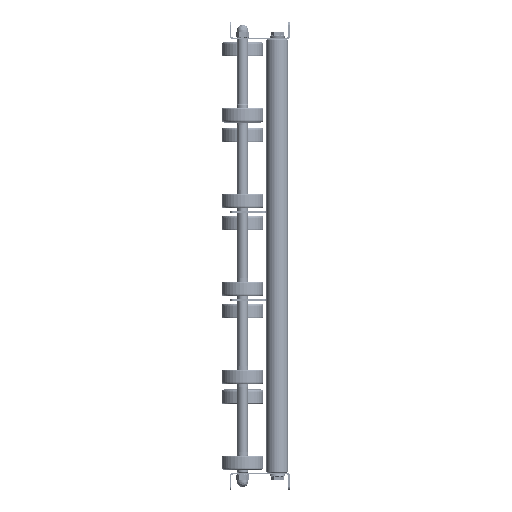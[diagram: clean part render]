
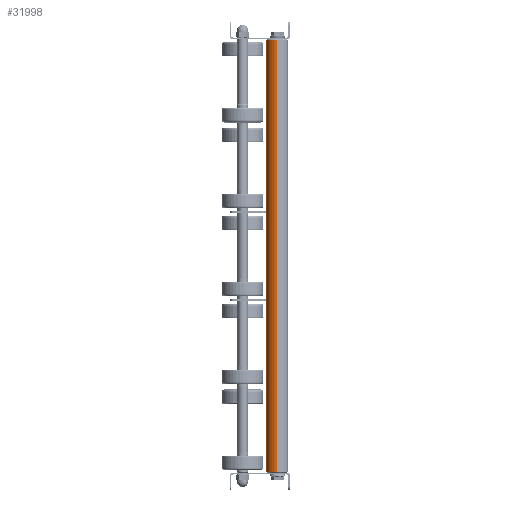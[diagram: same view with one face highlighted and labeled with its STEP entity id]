
A CAD part, left-side view. The second image highlights one B-rep face of the part: STEP entity #31998.
In plain terms, the highlighted cylindrical face has radius 12.5 mm (diameter 25 mm), a partial arc.
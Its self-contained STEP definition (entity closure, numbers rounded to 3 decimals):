
#449 = CARTESIAN_POINT ( 'NONE',  ( 500., 0., -12.5 ) ) ;
#1998 = ORIENTED_EDGE ( 'NONE', *, *, #43343, .T. ) ;
#2313 = VERTEX_POINT ( 'NONE', #52835 ) ;
#2430 = DIRECTION ( 'NONE',  ( 0., 0., -1. ) ) ;
#3053 = DIRECTION ( 'NONE',  ( -1., 0., 0. ) ) ;
#5661 = CIRCLE ( 'NONE', #14220, 12.5 ) ;
#7057 = EDGE_CURVE ( 'NONE', #43088, #29091, #20966, .T. ) ;
#7763 = ORIENTED_EDGE ( 'NONE', *, *, #52638, .T. ) ;
#8124 = AXIS2_PLACEMENT_3D ( 'NONE', #31689, #19096, #2430 ) ;
#12244 = CARTESIAN_POINT ( 'NONE',  ( 499., 0., 0. ) ) ;
#14220 = AXIS2_PLACEMENT_3D ( 'NONE', #12244, #41230, #44504 ) ;
#15162 = CARTESIAN_POINT ( 'NONE',  ( 1., 0., -12.5 ) ) ;
#16393 = CARTESIAN_POINT ( 'NONE',  ( 1., 0., 12.5 ) ) ;
#19096 = DIRECTION ( 'NONE',  ( 1., 0., 0. ) ) ;
#19646 = VECTOR ( 'NONE', #36689, 1000. ) ;
#20082 = LINE ( 'NONE', #449, #19646 ) ;
#20966 = CIRCLE ( 'NONE', #8124, 12.5 ) ;
#23392 = AXIS2_PLACEMENT_3D ( 'NONE', #52453, #3053, #24025 ) ;
#24025 = DIRECTION ( 'NONE',  ( 0., 0., 1. ) ) ;
#24441 = ORIENTED_EDGE ( 'NONE', *, *, #7057, .T. ) ;
#25163 = EDGE_LOOP ( 'NONE', ( #7763, #1998, #24441, #52220 ) ) ;
#29091 = VERTEX_POINT ( 'NONE', #16393 ) ;
#31689 = CARTESIAN_POINT ( 'NONE',  ( 1., 0., 0. ) ) ;
#31716 = EDGE_CURVE ( 'NONE', #34870, #29091, #49094, .T. ) ;
#31998 = ADVANCED_FACE ( 'NONE', ( #36059 ), #39565, .T. ) ;
#32285 = CARTESIAN_POINT ( 'NONE',  ( 499., 0., 12.5 ) ) ;
#34870 = VERTEX_POINT ( 'NONE', #32285 ) ;
#36059 = FACE_OUTER_BOUND ( 'NONE', #25163, .T. ) ;
#36689 = DIRECTION ( 'NONE',  ( -1., 0., 0. ) ) ;
#39565 = CYLINDRICAL_SURFACE ( 'NONE', #23392, 12.5 ) ;
#41011 = DIRECTION ( 'NONE',  ( -1., 0., 0. ) ) ;
#41230 = DIRECTION ( 'NONE',  ( -1., 0., 0. ) ) ;
#42004 = CARTESIAN_POINT ( 'NONE',  ( 500., 0., 12.5 ) ) ;
#43088 = VERTEX_POINT ( 'NONE', #15162 ) ;
#43343 = EDGE_CURVE ( 'NONE', #2313, #43088, #20082, .T. ) ;
#44504 = DIRECTION ( 'NONE',  ( 0., 0., -1. ) ) ;
#49094 = LINE ( 'NONE', #42004, #49923 ) ;
#49923 = VECTOR ( 'NONE', #41011, 1000. ) ;
#52220 = ORIENTED_EDGE ( 'NONE', *, *, #31716, .F. ) ;
#52453 = CARTESIAN_POINT ( 'NONE',  ( 500., 0., 0. ) ) ;
#52638 = EDGE_CURVE ( 'NONE', #34870, #2313, #5661, .T. ) ;
#52835 = CARTESIAN_POINT ( 'NONE',  ( 499., 0., -12.5 ) ) ;
